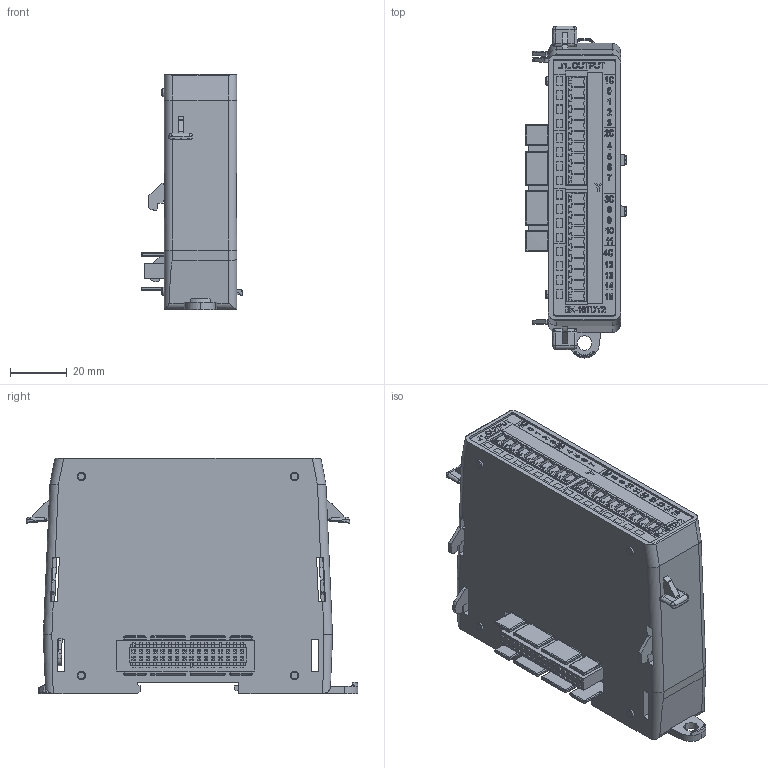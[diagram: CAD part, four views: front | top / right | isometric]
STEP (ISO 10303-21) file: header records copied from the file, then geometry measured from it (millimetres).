
FILE_DESCRIPTION (( 'STEP AP214' ), '1' );
FILE_NAME ('BX-16TDY2.STEP', '2025-04-22T22:59:12', ( '' ), ( '' ), 'SwSTEP 2.0', 'SolidWorks 2024', '' );
FILE_SCHEMA (( 'AUTOMOTIVE_DESIGN' ));
Length unit declared in the file: inch
Products named in the file (1): BX-16TDY2
Bounding box: 35.62 x 116.5 x 82.55 mm (x, y, z)
Volume: 190088.8 mm3; surface area: 47043.1 mm2
Topology: 89 solids, 98 shells, 5216 faces, 13855 edges, 8912 vertices
Faces by surface type: plane 3341, bspline 1078, cylinder 659, torus 75, cone 35, sphere 28
Entity records: 181601 total; most frequent: CARTESIAN_POINT 58987, ORIENTED_EDGE 27646, DIRECTION 20317, EDGE_CURVE 13823, VECTOR 10193, LINE 10193, VERTEX_POINT 8908, EDGE_LOOP 5731
